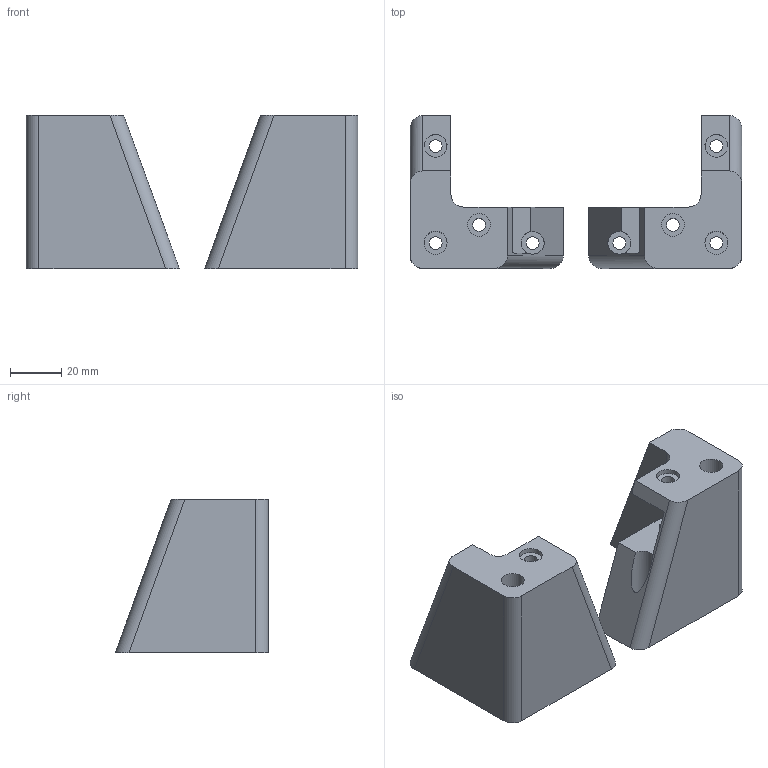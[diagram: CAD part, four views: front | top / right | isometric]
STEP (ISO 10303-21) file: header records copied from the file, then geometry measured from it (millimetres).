
FILE_DESCRIPTION(/* description */ (''),/* implementation_level */ '2;1');
FILE_NAME(/* name */ 'Rear Pulley Brackets.step',/* time_stamp */ '2020-06-08T21:07:12-05:00',/* author */ (''),/* organization */ (''),/* preprocessor_version */ 'ST-DEVELOPER v18.1',/* originating_system */ 'Autodesk Translation Framework v9.3.0.1241',/* authorisation */ '');
FILE_SCHEMA (('AUTOMOTIVE_DESIGN { 1 0 10303 214 3 1 1 }'));
Length unit declared in the file: millimetre
Products named in the file (3): Rear Pulley Brackets; Rear Pulley Bracket Right; Rear Pulley Bracket Right v26(Mirror)
Assembly tree (2 placements, depth 2):
  Rear Pulley Brackets
    Rear Pulley Bracket Right
    Rear Pulley Bracket Right v26(Mirror)
Bounding box: 130 x 60 x 60 mm (x, y, z)
Volume: 150379.5 mm3; surface area: 38859.3 mm2
Topology: 2 solids, 2 shells, 84 faces, 204 edges, 136 vertices
Faces by surface type: plane 50, cylinder 34
Full cylindrical faces by diameter (mm): 5 x10, 7 x4, 9 x8
Entity records: 2583 total; most frequent: DIRECTION 454, CARTESIAN_POINT 429, ORIENTED_EDGE 408, EDGE_CURVE 204, AXIS2_PLACEMENT_3D 161, VERTEX_POINT 136, LINE 132, VECTOR 132
